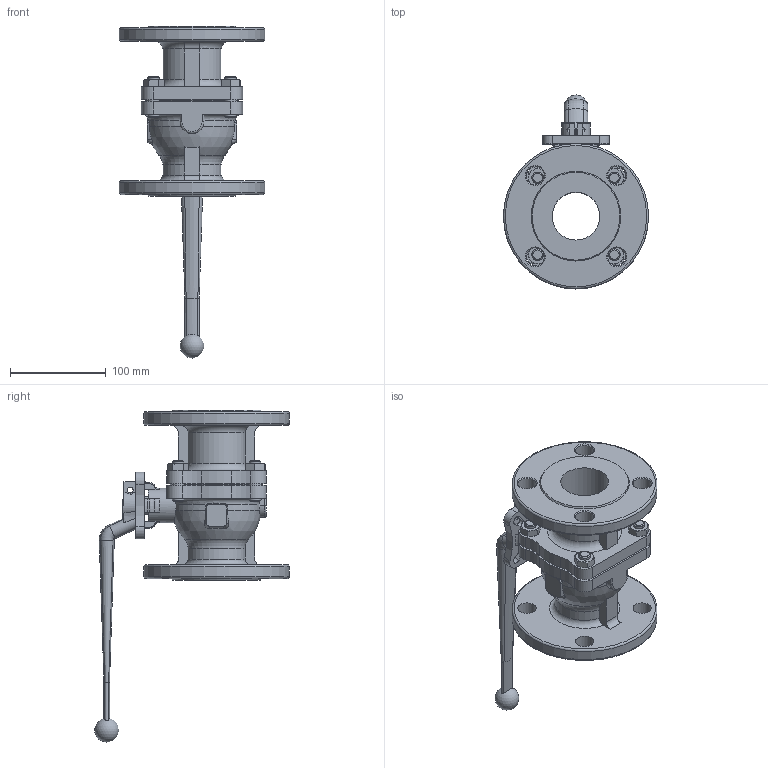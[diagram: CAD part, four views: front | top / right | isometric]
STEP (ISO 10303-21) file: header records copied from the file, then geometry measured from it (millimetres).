
FILE_DESCRIPTION(/* description */ ('STEP AP214'),/* implementation_level */ '2;1');
FILE_NAME(/* name */ '8097472_VZBF-2-P1-20-D-2-F0507-M-V15V15',/* time_stamp */ '2024-09-18T02:29:59+02:00',/* author */ ('License CC BY-ND 4.0'),/* organization */ ('CADENAS'),/* preprocessor_version */ 'ST-DEVELOPER v19.3',/* originating_system */ 'PARTsolutions',/* authorisation */ ' ');
FILE_SCHEMA (('AUTOMOTIVE_DESIGN {1 0 10303 214 3 1 1}'));
Length unit declared in the file: millimetre
Products named in the file (3): 8097472 VZBF-2-P1-20-D-2-F0507-M-V15V15; 4810856 VZBF-2-P1-20-D-2-F0507-V15V15; 4895984 VAOH-F9-14-H9-A
Assembly tree (2 placements, depth 2):
  8097472 VZBF-2-P1-20-D-2-F0507-M-V15V15
    4810856 VZBF-2-P1-20-D-2-F0507-V15V15
    4895984 VAOH-F9-14-H9-A
Bounding box: 152 x 203.5 x 347.5 mm (x, y, z)
Volume: 1103228.6 mm3; surface area: 202084.8 mm2
Topology: 2 solids, 2 shells, 423 faces, 1127 edges, 721 vertices
Faces by surface type: plane 172, cylinder 134, cone 82, torus 33, sphere 2
Full cylindrical faces by diameter (mm): 6.2 x2, 8 x1, 12 x12, 13.5 x4, 19 x8, 36 x2, 50 x1, 152 x2
Entity records: 13248 total; most frequent: CARTESIAN_POINT 2931, DIRECTION 2128, ORIENTED_EDGE 2096, EDGE_CURVE 1048, AXIS2_PLACEMENT_3D 846, VERTEX_POINT 702, EDGE_LOOP 546, FACE_BOUND 546
